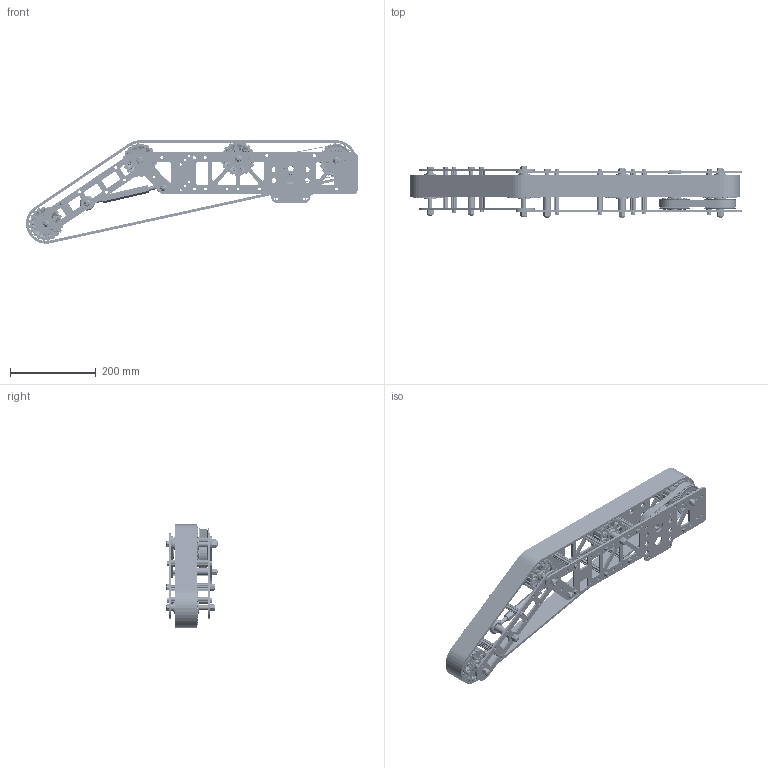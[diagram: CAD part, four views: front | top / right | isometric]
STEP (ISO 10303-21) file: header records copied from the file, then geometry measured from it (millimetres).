
FILE_DESCRIPTION (( 'STEP AP203' ), '1' );
FILE_NAME ('am-3322 Rhino Track Drive Module.STEP', '2020-04-29T15:37:38', ( '' ), ( '' ), 'SwSTEP 2.0', 'SolidWorks 2019', '' );
FILE_SCHEMA (( 'CONFIG_CONTROL_DESIGN' ));
Length unit declared in the file: inch
Products named in the file (37): 42 - 2014 tooth pulley assembly; 3-8-16 NyLock Nut - Mcm 95615A140_95615A140; 20T pulley back to back; Round Collar 375; BHCS 10-32 x 1000_SBHCSCREW 0.19-32x0.5-HX-C; 187x385 spacer 13RS038518; am-1393 375 washer; am-2243 brass spacer; 42 tooth HTD Pulley half 2014; 10-32 Nylock Nut; am-0243 spacer 1860x0420; am-3320 Upper Bar; Turnbuckle Body; 0985x0420 PVC Spacer; am-3319 Inside Plate; Hex Collar 500; Turnbuckle Rod; FR8ZZ Hex Bearing; Churro 3375; am-3298 20 tooth Molded Tank Pulley Half r4; 8-32 x 0375 SHCS; Track Belt; am-3321 turnbuckle; 425-5M-15; FHTS 0.25-20-0.75_FHTS 0.25-20-G-0.75-C; 10-24 Hex Washer Rolling x 1.25_93882A213; 500 Hex Collar Clamp; am-3318 Outside Plate; am-3322 Rhino Track Drive Module; 500EX Hex Hub; 375-16 x 4.25 Hex Bolt_HFBOLT 0.375-16x2.5x1-C; 1614Z Bearing; Spacer am-1181
Assembly tree (134 placements, depth 3):
  am-3322 Rhino Track Drive Module
    am-3319 Inside Plate
    20T pulley back to back
      am-3298 20 tooth Molded Tank Pulley Half r4  x2
      10-24 Hex Washer Rolling x 1.25_93882A213  x6
      1614Z Bearing  x2
    am-1393 375 washer  x6
    am-3320 Upper Bar  x2
    20T pulley back to back
      am-3298 20 tooth Molded Tank Pulley Half r4  x2
      10-24 Hex Washer Rolling x 1.25_93882A213  x6
      1614Z Bearing  x2
    Track Belt
    am-3318 Outside Plate
    20T pulley back to back
      am-3298 20 tooth Molded Tank Pulley Half r4  x2
      10-24 Hex Washer Rolling x 1.25_93882A213  x6
      1614Z Bearing  x2
    20T pulley back to back
      am-3298 20 tooth Molded Tank Pulley Half r4  x2
      10-24 Hex Washer Rolling x 1.25_93882A213  x6
      1614Z Bearing  x2
    42 - 2014 tooth pulley assembly
      42 tooth HTD Pulley half 2014  x2
    FR8ZZ Hex Bearing
    425-5M-15
    500EX Hex Hub
    42 - 2014 tooth pulley assembly
      42 tooth HTD Pulley half 2014  x2
    BHCS 10-32 x 1000_SBHCSCREW 0.19-32x0.5-HX-C  x6
    10-32 Nylock Nut  x6
    0985x0420 PVC Spacer  x2
    Churro 3375  x10
    FHTS 0.25-20-0.75_FHTS 0.25-20-G-0.75-C  x19
    375-16 x 4.25 Hex Bolt_HFBOLT 0.375-16x2.5x1-C  x6
    3-8-16 NyLock Nut - Mcm 95615A140_95615A140  x6
    187x385 spacer 13RS038518
    am-0243 spacer 1860x0420  x2
    500 Hex Collar Clamp
      Hex Collar 500
      8-32 x 0375 SHCS
    Spacer am-1181
    Round Collar 375  x2
    am-2243 brass spacer  x2
    am-3321 turnbuckle
      Turnbuckle Body
      Turnbuckle Rod  x2
Bounding box: 773.17 x 118.88 x 240.83 mm (x, y, z)
Volume: 2042009.7 mm3; surface area: 963564.7 mm2
Topology: 132 solids, 132 shells, 17325 faces, 46682 edges, 29833 vertices
Faces by surface type: cylinder 8171, plane 2652, bspline 2352, cone 2208, torus 1930, sphere 12
Entity records: 109598 total; most frequent: CARTESIAN_POINT 29224, DIRECTION 16340, ORIENTED_EDGE 15512, EDGE_CURVE 7756, AXIS2_PLACEMENT_3D 6770, VERTEX_POINT 4982, CIRCLE 3942, EDGE_LOOP 3246
